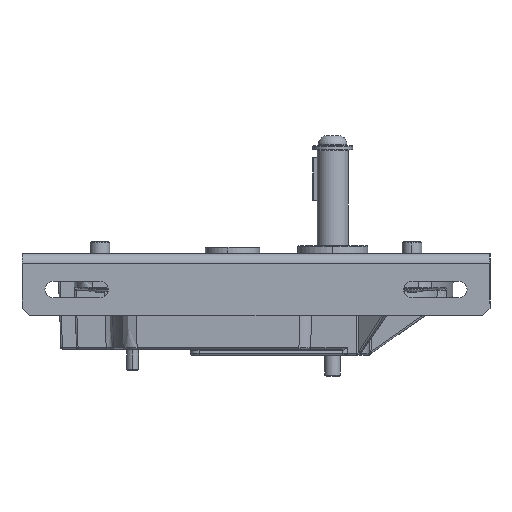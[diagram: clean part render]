
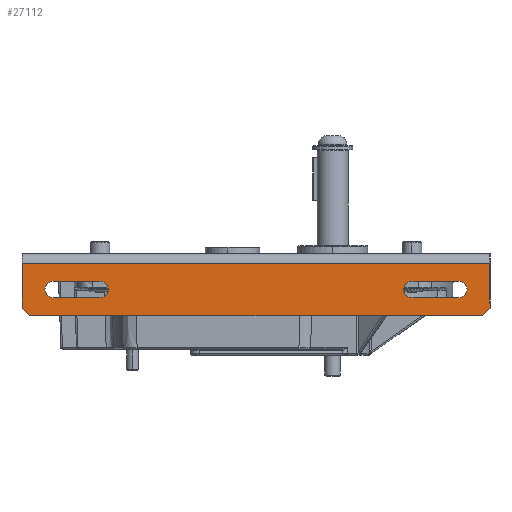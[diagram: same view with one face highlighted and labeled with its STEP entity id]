
A CAD part, front view. The second image highlights one B-rep face of the part: STEP entity #27112.
In plain terms, the highlighted planar face has unit normal (0, -1, 0).
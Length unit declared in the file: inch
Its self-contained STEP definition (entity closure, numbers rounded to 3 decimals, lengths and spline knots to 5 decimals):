
#123 = CIRCLE ( 'NONE', #77593, 0.133 ) ;
#2023 = DIRECTION ( 'NONE',  ( 1., 0., 0. ) ) ;
#2027 = ORIENTED_EDGE ( 'NONE', *, *, #7823, .T. ) ;
#4552 = CARTESIAN_POINT ( 'NONE',  ( 2.5, -1.625, -0.444 ) ) ;
#6690 = CARTESIAN_POINT ( 'NONE',  ( 3.25, -1.625, -0.71 ) ) ;
#7645 = DIRECTION ( 'NONE',  ( -1., 0., 0. ) ) ;
#7823 = EDGE_CURVE ( 'NONE', #82634, #17865, #30911, .T. ) ;
#8490 = DIRECTION ( 'NONE',  ( 0., 1., 0. ) ) ;
#9702 = ORIENTED_EDGE ( 'NONE', *, *, #30227, .T. ) ;
#10557 = LINE ( 'NONE', #32319, #27844 ) ;
#10831 = CARTESIAN_POINT ( 'NONE',  ( 3.75, -1.625, -1. ) ) ;
#11178 = VERTEX_POINT ( 'NONE', #79451 ) ;
#13698 = VECTOR ( 'NONE', #35290, 39.37008 ) ;
#13802 = CARTESIAN_POINT ( 'NONE',  ( 3.75, -1.625, -0.875 ) ) ;
#14949 = DIRECTION ( 'NONE',  ( 0.707, 0., 0.707 ) ) ;
#16528 = ORIENTED_EDGE ( 'NONE', *, *, #25724, .F. ) ;
#17865 = VERTEX_POINT ( 'NONE', #65071 ) ;
#18667 = AXIS2_PLACEMENT_3D ( 'NONE', #71836, #27771, #79239 ) ;
#19040 = CIRCLE ( 'NONE', #69201, 0.133 ) ;
#20031 = EDGE_CURVE ( 'NONE', #54229, #82634, #123, .T. ) ;
#20097 = CARTESIAN_POINT ( 'NONE',  ( 3.75, -1.625, -0.154 ) ) ;
#20489 = VERTEX_POINT ( 'NONE', #85040 ) ;
#23013 = ORIENTED_EDGE ( 'NONE', *, *, #73425, .T. ) ;
#23034 = FACE_BOUND ( 'NONE', #59900, .T. ) ;
#24458 = AXIS2_PLACEMENT_3D ( 'NONE', #52505, #8490, #59959 ) ;
#25456 = VERTEX_POINT ( 'NONE', #78123 ) ;
#25724 = EDGE_CURVE ( 'NONE', #20489, #36995, #10557, .T. ) ;
#27112 = ADVANCED_FACE ( 'NONE', ( #42626, #23034, #44901 ), #44632, .F. ) ;
#27300 = CARTESIAN_POINT ( 'NONE',  ( -3.25, -1.625, -0.71 ) ) ;
#27771 = DIRECTION ( 'NONE',  ( 0., 1., 0. ) ) ;
#27844 = VECTOR ( 'NONE', #39393, 39.37008 ) ;
#28585 = EDGE_CURVE ( 'NONE', #25456, #54229, #49250, .T. ) ;
#29675 = VECTOR ( 'NONE', #36253, 39.37008 ) ;
#30078 = CIRCLE ( 'NONE', #24458, 0.133 ) ;
#30166 = DIRECTION ( 'NONE',  ( 0., 0., 1. ) ) ;
#30227 = EDGE_CURVE ( 'NONE', #11178, #44551, #80112, .T. ) ;
#30332 = EDGE_CURVE ( 'NONE', #44551, #52287, #46650, .T. ) ;
#30793 = VECTOR ( 'NONE', #2023, 39.37008 ) ;
#30911 = LINE ( 'NONE', #93562, #13698 ) ;
#31216 = VECTOR ( 'NONE', #31681, 39.37008 ) ;
#31517 = DIRECTION ( 'NONE',  ( 0., 1., 0. ) ) ;
#31681 = DIRECTION ( 'NONE',  ( 0., 0., -1. ) ) ;
#31772 = CARTESIAN_POINT ( 'NONE',  ( 2.5, -1.625, -0.71 ) ) ;
#32268 = VECTOR ( 'NONE', #7645, 39.37008 ) ;
#32276 = VECTOR ( 'NONE', #80353, 39.37008 ) ;
#32319 = CARTESIAN_POINT ( 'NONE',  ( 0., -1.625, -0.154 ) ) ;
#32684 = CARTESIAN_POINT ( 'NONE',  ( 2.5, -1.625, -0.577 ) ) ;
#35093 = CARTESIAN_POINT ( 'NONE',  ( -2.5, -1.625, -0.71 ) ) ;
#35290 = DIRECTION ( 'NONE',  ( 1., 0., 0. ) ) ;
#36253 = DIRECTION ( 'NONE',  ( -1., 0., 0. ) ) ;
#36995 = VERTEX_POINT ( 'NONE', #20097 ) ;
#37503 = VERTEX_POINT ( 'NONE', #13802 ) ;
#37826 = VECTOR ( 'NONE', #14949, 39.37008 ) ;
#38521 = DIRECTION ( 'NONE',  ( 0.707, 0., -0.707 ) ) ;
#39089 = CARTESIAN_POINT ( 'NONE',  ( -3.75, -1.625, -1. ) ) ;
#39393 = DIRECTION ( 'NONE',  ( 1., 0., 0. ) ) ;
#39765 = DIRECTION ( 'NONE',  ( 1., 0., 0. ) ) ;
#40056 = DIRECTION ( 'NONE',  ( 0., 0., -1. ) ) ;
#41349 = VERTEX_POINT ( 'NONE', #52333 ) ;
#42626 = FACE_BOUND ( 'NONE', #44787, .T. ) ;
#42821 = ORIENTED_EDGE ( 'NONE', *, *, #20031, .T. ) ;
#43388 = CARTESIAN_POINT ( 'NONE',  ( 3.75, -1.625, -0.125 ) ) ;
#44076 = ORIENTED_EDGE ( 'NONE', *, *, #71799, .T. ) ;
#44214 = CARTESIAN_POINT ( 'NONE',  ( 3.75, -1.625, -0.875 ) ) ;
#44367 = VECTOR ( 'NONE', #39765, 39.37008 ) ;
#44551 = VERTEX_POINT ( 'NONE', #87568 ) ;
#44632 = PLANE ( 'NONE',  #86785 ) ;
#44787 = EDGE_LOOP ( 'NONE', ( #2027, #48648, #84218, #42821 ) ) ;
#44901 = FACE_OUTER_BOUND ( 'NONE', #51187, .T. ) ;
#45721 = CARTESIAN_POINT ( 'NONE',  ( -3.25, -1.625, -0.444 ) ) ;
#46650 = LINE ( 'NONE', #10831, #44367 ) ;
#48648 = ORIENTED_EDGE ( 'NONE', *, *, #57844, .T. ) ;
#49250 = LINE ( 'NONE', #6690, #29675 ) ;
#50104 = CARTESIAN_POINT ( 'NONE',  ( 0., -1.625, 0. ) ) ;
#50396 = LINE ( 'NONE', #45721, #30793 ) ;
#51187 = EDGE_LOOP ( 'NONE', ( #51773, #23013, #77106, #16528, #66867, #9702 ) ) ;
#51291 = EDGE_CURVE ( 'NONE', #41349, #61882, #50396, .T. ) ;
#51584 = VERTEX_POINT ( 'NONE', #35093 ) ;
#51666 = CARTESIAN_POINT ( 'NONE',  ( -3.25, -1.625, -0.71 ) ) ;
#51773 = ORIENTED_EDGE ( 'NONE', *, *, #30332, .T. ) ;
#51830 = LINE ( 'NONE', #43388, #32276 ) ;
#52287 = VERTEX_POINT ( 'NONE', #66679 ) ;
#52333 = CARTESIAN_POINT ( 'NONE',  ( -3.25, -1.625, -0.444 ) ) ;
#52505 = CARTESIAN_POINT ( 'NONE',  ( 3.25, -1.625, -0.577 ) ) ;
#53277 = CARTESIAN_POINT ( 'NONE',  ( -3.625, -1.625, -1. ) ) ;
#54229 = VERTEX_POINT ( 'NONE', #31772 ) ;
#57395 = LINE ( 'NONE', #44214, #37826 ) ;
#57777 = CARTESIAN_POINT ( 'NONE',  ( -2.5, -1.625, -0.444 ) ) ;
#57844 = EDGE_CURVE ( 'NONE', #17865, #25456, #30078, .T. ) ;
#58374 = EDGE_CURVE ( 'NONE', #37503, #36995, #51830, .T. ) ;
#59900 = EDGE_LOOP ( 'NONE', ( #44076, #88866, #80639, #81064 ) ) ;
#59959 = DIRECTION ( 'NONE',  ( 0., 0., -1. ) ) ;
#61337 = VERTEX_POINT ( 'NONE', #27300 ) ;
#61882 = VERTEX_POINT ( 'NONE', #57777 ) ;
#62412 = EDGE_CURVE ( 'NONE', #61882, #51584, #91339, .T. ) ;
#65071 = CARTESIAN_POINT ( 'NONE',  ( 3.25, -1.625, -0.444 ) ) ;
#65794 = LINE ( 'NONE', #39089, #31216 ) ;
#66679 = CARTESIAN_POINT ( 'NONE',  ( 3.625, -1.625, -1. ) ) ;
#66867 = ORIENTED_EDGE ( 'NONE', *, *, #79708, .T. ) ;
#69123 = LINE ( 'NONE', #51666, #32268 ) ;
#69201 = AXIS2_PLACEMENT_3D ( 'NONE', #75594, #31517, #83037 ) ;
#71799 = EDGE_CURVE ( 'NONE', #51584, #61337, #69123, .T. ) ;
#71836 = CARTESIAN_POINT ( 'NONE',  ( -2.5, -1.625, -0.577 ) ) ;
#73425 = EDGE_CURVE ( 'NONE', #52287, #37503, #57395, .T. ) ;
#74228 = DIRECTION ( 'NONE',  ( 0., 1., 0. ) ) ;
#75594 = CARTESIAN_POINT ( 'NONE',  ( -3.25, -1.625, -0.577 ) ) ;
#77106 = ORIENTED_EDGE ( 'NONE', *, *, #58374, .T. ) ;
#77593 = AXIS2_PLACEMENT_3D ( 'NONE', #32684, #84172, #40056 ) ;
#78123 = CARTESIAN_POINT ( 'NONE',  ( 3.25, -1.625, -0.71 ) ) ;
#79239 = DIRECTION ( 'NONE',  ( 0., 0., 1. ) ) ;
#79451 = CARTESIAN_POINT ( 'NONE',  ( -3.75, -1.625, -0.875 ) ) ;
#79708 = EDGE_CURVE ( 'NONE', #20489, #11178, #65794, .T. ) ;
#80112 = LINE ( 'NONE', #53277, #95063 ) ;
#80353 = DIRECTION ( 'NONE',  ( 0., 0., 1. ) ) ;
#80639 = ORIENTED_EDGE ( 'NONE', *, *, #51291, .T. ) ;
#81064 = ORIENTED_EDGE ( 'NONE', *, *, #62412, .T. ) ;
#81230 = EDGE_CURVE ( 'NONE', #61337, #41349, #19040, .T. ) ;
#82634 = VERTEX_POINT ( 'NONE', #4552 ) ;
#83037 = DIRECTION ( 'NONE',  ( 0., 0., 1. ) ) ;
#84172 = DIRECTION ( 'NONE',  ( 0., 1., 0. ) ) ;
#84218 = ORIENTED_EDGE ( 'NONE', *, *, #28585, .T. ) ;
#85040 = CARTESIAN_POINT ( 'NONE',  ( -3.75, -1.625, -0.154 ) ) ;
#86785 = AXIS2_PLACEMENT_3D ( 'NONE', #50104, #74228, #30166 ) ;
#87568 = CARTESIAN_POINT ( 'NONE',  ( -3.625, -1.625, -1. ) ) ;
#88866 = ORIENTED_EDGE ( 'NONE', *, *, #81230, .T. ) ;
#91339 = CIRCLE ( 'NONE', #18667, 0.133 ) ;
#93562 = CARTESIAN_POINT ( 'NONE',  ( 3.25, -1.625, -0.444 ) ) ;
#95063 = VECTOR ( 'NONE', #38521, 39.37008 ) ;
